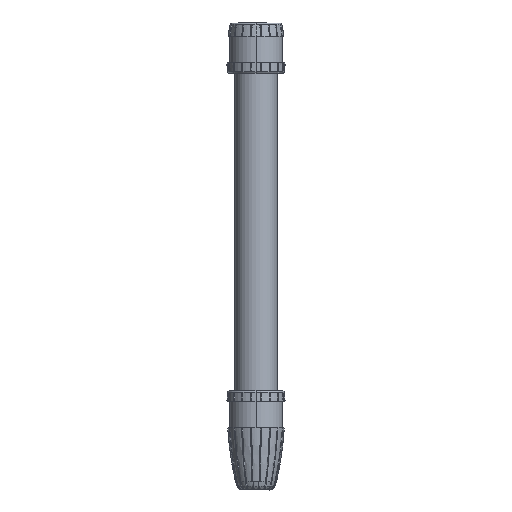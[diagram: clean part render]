
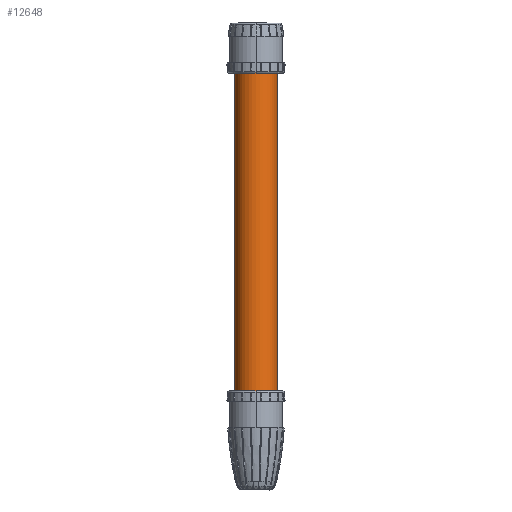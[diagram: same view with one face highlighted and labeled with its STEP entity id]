
A CAD part, left-side view. The second image highlights one B-rep face of the part: STEP entity #12648.
In plain terms, the highlighted cylindrical face has radius 20 mm (diameter 40 mm), a partial arc.
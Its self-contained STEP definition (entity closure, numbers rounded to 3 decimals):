
#12 = DIRECTION ( 'NONE',  ( 0., 0., -1. ) ) ;
#162 = EDGE_CURVE ( 'NONE', #40012, #11444, #41070, .T. ) ;
#2209 = DIRECTION ( 'NONE',  ( 0., 0., -1. ) ) ;
#2969 = CARTESIAN_POINT ( 'NONE',  ( 0., 20., -152.491 ) ) ;
#3502 = ORIENTED_EDGE ( 'NONE', *, *, #162, .T. ) ;
#4078 = ORIENTED_EDGE ( 'NONE', *, *, #29649, .F. ) ;
#7768 = DIRECTION ( 'NONE',  ( 1., 0., 0. ) ) ;
#9226 = ORIENTED_EDGE ( 'NONE', *, *, #44238, .F. ) ;
#9336 = DIRECTION ( 'NONE',  ( 0., 1., 0. ) ) ;
#9769 = CYLINDRICAL_SURFACE ( 'NONE', #30140, 20. ) ;
#11175 = CARTESIAN_POINT ( 'NONE',  ( 0., -20., 182.5 ) ) ;
#11444 = VERTEX_POINT ( 'NONE', #2969 ) ;
#12648 = ADVANCED_FACE ( 'NONE', ( #25141 ), #9769, .T. ) ;
#15766 = EDGE_CURVE ( 'NONE', #30813, #38914, #37431, .T. ) ;
#15944 = CARTESIAN_POINT ( 'NONE',  ( 0., 0., 182.5 ) ) ;
#16283 = DIRECTION ( 'NONE',  ( 0., 0., -1. ) ) ;
#19784 = CARTESIAN_POINT ( 'NONE',  ( 0., -20., 152.991 ) ) ;
#20007 = AXIS2_PLACEMENT_3D ( 'NONE', #20085, #27964, #9336 ) ;
#20085 = CARTESIAN_POINT ( 'NONE',  ( 0., 0., 152.991 ) ) ;
#21170 = ORIENTED_EDGE ( 'NONE', *, *, #21855, .T. ) ;
#21855 = EDGE_CURVE ( 'NONE', #11444, #30813, #38928, .T. ) ;
#22392 = EDGE_LOOP ( 'NONE', ( #4078, #3502, #21170, #25448, #9226 ) ) ;
#23914 = DIRECTION ( 'NONE',  ( 0., 0., 1. ) ) ;
#24006 = CARTESIAN_POINT ( 'NONE',  ( 0., 20., 182.5 ) ) ;
#25141 = FACE_OUTER_BOUND ( 'NONE', #22392, .T. ) ;
#25448 = ORIENTED_EDGE ( 'NONE', *, *, #15766, .T. ) ;
#27635 = DIRECTION ( 'NONE',  ( 1., 0., 0. ) ) ;
#27964 = DIRECTION ( 'NONE',  ( 0., 0., 1. ) ) ;
#29649 = EDGE_CURVE ( 'NONE', #40012, #40630, #34349, .T. ) ;
#30140 = AXIS2_PLACEMENT_3D ( 'NONE', #15944, #16283, #45228 ) ;
#30813 = VERTEX_POINT ( 'NONE', #41401 ) ;
#31080 = AXIS2_PLACEMENT_3D ( 'NONE', #33220, #44331, #7768 ) ;
#31561 = VECTOR ( 'NONE', #2209, 1000. ) ;
#31594 = CARTESIAN_POINT ( 'NONE',  ( 0., 0., -152.491 ) ) ;
#33220 = CARTESIAN_POINT ( 'NONE',  ( 0., 0., -152.491 ) ) ;
#34349 = CIRCLE ( 'NONE', #20007, 20. ) ;
#37000 = AXIS2_PLACEMENT_3D ( 'NONE', #31594, #23914, #27635 ) ;
#37431 = CIRCLE ( 'NONE', #31080, 20. ) ;
#38914 = VERTEX_POINT ( 'NONE', #41966 ) ;
#38928 = CIRCLE ( 'NONE', #37000, 20. ) ;
#40012 = VERTEX_POINT ( 'NONE', #43401 ) ;
#40630 = VERTEX_POINT ( 'NONE', #19784 ) ;
#41070 = LINE ( 'NONE', #24006, #31561 ) ;
#41401 = CARTESIAN_POINT ( 'NONE',  ( -20., 0., -152.491 ) ) ;
#41966 = CARTESIAN_POINT ( 'NONE',  ( 0., -20., -152.491 ) ) ;
#43401 = CARTESIAN_POINT ( 'NONE',  ( 0., 20., 152.991 ) ) ;
#43865 = LINE ( 'NONE', #11175, #46127 ) ;
#44238 = EDGE_CURVE ( 'NONE', #40630, #38914, #43865, .T. ) ;
#44331 = DIRECTION ( 'NONE',  ( 0., 0., 1. ) ) ;
#45228 = DIRECTION ( 'NONE',  ( 0., -1., 0. ) ) ;
#46127 = VECTOR ( 'NONE', #12, 1000. ) ;
